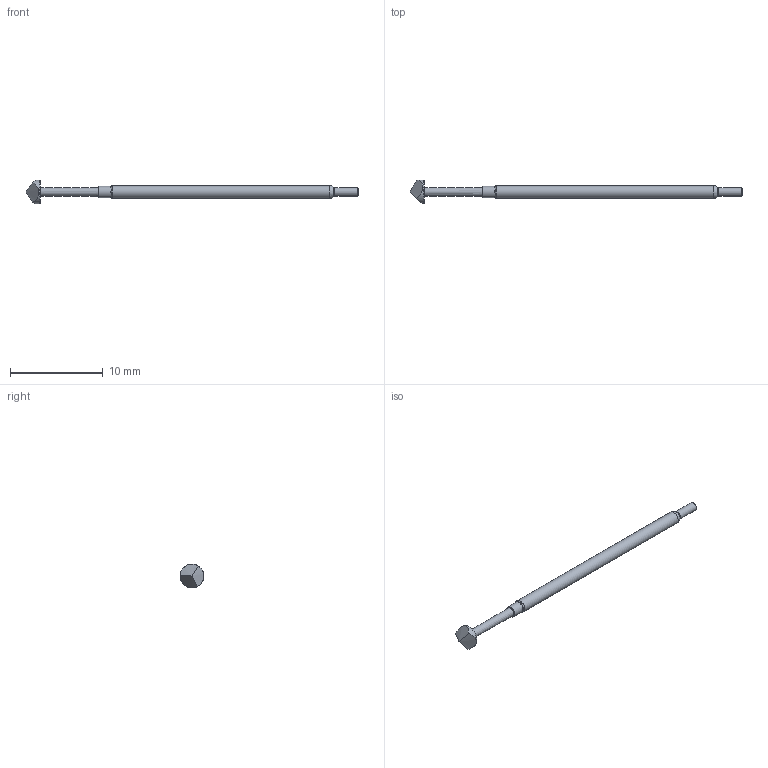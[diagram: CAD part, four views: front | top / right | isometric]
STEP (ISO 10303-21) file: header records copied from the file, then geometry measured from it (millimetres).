
FILE_DESCRIPTION (( 'STEP AP214' ), '1' );
FILE_NAME ('X75-25T3.STEP', '2024-05-10T19:45:47', ( '' ), ( '' ), 'SwSTEP 2.0', 'SolidWorks 2023', '' );
FILE_SCHEMA (( 'AUTOMOTIVE_DESIGN' ));
Length unit declared in the file: inch
Products named in the file (1): X75-25T3
Bounding box: 35.81 x 2.54 x 2.54 mm (x, y, z)
Volume: 46.5 mm3; surface area: 150.1 mm2
Topology: 1 solids, 1 shells, 20 faces, 40 edges, 24 vertices
Faces by surface type: cone 5, cylinder 4, plane 4, torus 4, bspline 3
Full cylindrical faces by diameter (mm): 0.935 x1, 1.232 x1, 1.367 x1, 2.54 x1
Entity records: 855 total; most frequent: CARTESIAN_POINT 498, DIRECTION 66, ORIENTED_EDGE 48, EDGE_LOOP 35, AXIS2_PLACEMENT_3D 33, FACE_OUTER_BOUND 28, EDGE_CURVE 24, VERTEX_POINT 21
